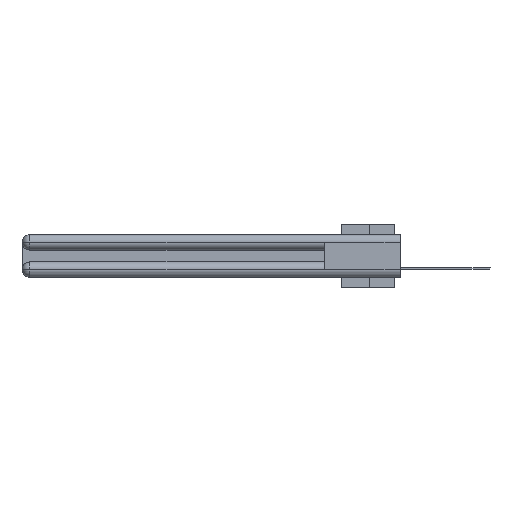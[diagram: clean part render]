
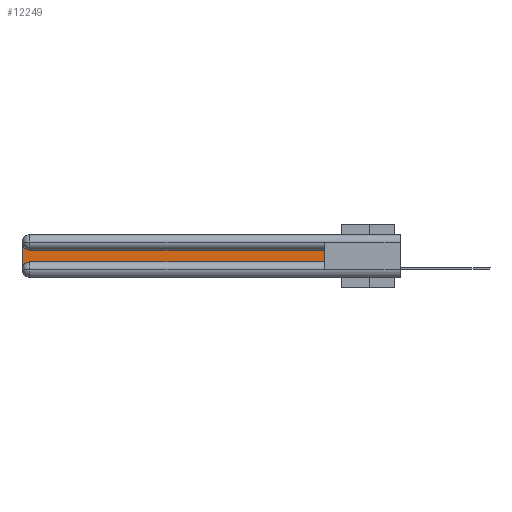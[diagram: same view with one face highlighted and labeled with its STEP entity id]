
A CAD part, left-side view. The second image highlights one B-rep face of the part: STEP entity #12249.
In plain terms, the highlighted planar face has unit normal (-1, 0, 0).
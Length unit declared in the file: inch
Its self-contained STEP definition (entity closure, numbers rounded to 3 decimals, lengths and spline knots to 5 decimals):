
#711 = DIRECTION ( 'NONE',  ( 0., -1., 0. ) ) ;
#1218 = VERTEX_POINT ( 'NONE', #1557 ) ;
#1468 = CARTESIAN_POINT ( 'NONE',  ( 0.075, 2.94, -0.1225 ) ) ;
#1557 = CARTESIAN_POINT ( 'NONE',  ( 0.075, 0.6, -0.2175 ) ) ;
#1726 = CARTESIAN_POINT ( 'NONE',  ( 0.075, 3., -0.2175 ) ) ;
#1880 = VERTEX_POINT ( 'NONE', #9232 ) ;
#2120 = VERTEX_POINT ( 'NONE', #22029 ) ;
#3172 = VECTOR ( 'NONE', #30389, 39.37008 ) ;
#5203 = EDGE_LOOP ( 'NONE', ( #14601, #6961, #25657, #34328, #22942, #9077 ) ) ;
#6128 = CARTESIAN_POINT ( 'NONE',  ( 0.075, 0.6, -0.2175 ) ) ;
#6480 = LINE ( 'NONE', #6128, #28327 ) ;
#6786 = DIRECTION ( 'NONE',  ( 0., 0., -1. ) ) ;
#6961 = ORIENTED_EDGE ( 'NONE', *, *, #18438, .T. ) ;
#7730 = LINE ( 'NONE', #10269, #12979 ) ;
#8355 = CARTESIAN_POINT ( 'NONE',  ( 0.075, 0.6, -0.1225 ) ) ;
#8657 = DIRECTION ( 'NONE',  ( 0., 0., -1. ) ) ;
#8827 = FACE_OUTER_BOUND ( 'NONE', #5203, .T. ) ;
#8947 = AXIS2_PLACEMENT_3D ( 'NONE', #27397, #18562, #29926 ) ;
#9077 = ORIENTED_EDGE ( 'NONE', *, *, #31691, .T. ) ;
#9148 = CARTESIAN_POINT ( 'NONE',  ( 0.075, 3., -0.2775 ) ) ;
#9232 = CARTESIAN_POINT ( 'NONE',  ( 0.075, 2.94, -0.2175 ) ) ;
#9350 = DIRECTION ( 'NONE',  ( 0., 0., -1. ) ) ;
#10269 = CARTESIAN_POINT ( 'NONE',  ( 0.075, 0.6, -0.2175 ) ) ;
#11157 = EDGE_CURVE ( 'NONE', #14922, #1880, #27975, .T. ) ;
#11516 = CARTESIAN_POINT ( 'NONE',  ( 0.075, 2.94, -0.0625 ) ) ;
#11706 = CARTESIAN_POINT ( 'NONE',  ( 0.075, 3., -0.1225 ) ) ;
#12249 = ADVANCED_FACE ( 'NONE', ( #8827 ), #33380, .F. ) ;
#12537 = LINE ( 'NONE', #1726, #17575 ) ;
#12792 = EDGE_CURVE ( 'NONE', #25972, #14922, #12537, .T. ) ;
#12979 = VECTOR ( 'NONE', #35524, 39.37008 ) ;
#13515 = CIRCLE ( 'NONE', #33675, 0.06 ) ;
#14601 = ORIENTED_EDGE ( 'NONE', *, *, #31033, .T. ) ;
#14922 = VERTEX_POINT ( 'NONE', #9148 ) ;
#15372 = VERTEX_POINT ( 'NONE', #1468 ) ;
#17365 = LINE ( 'NONE', #8355, #3172 ) ;
#17575 = VECTOR ( 'NONE', #6786, 39.37008 ) ;
#18438 = EDGE_CURVE ( 'NONE', #15372, #25972, #13515, .T. ) ;
#18562 = DIRECTION ( 'NONE',  ( 1., 0., 0. ) ) ;
#22029 = CARTESIAN_POINT ( 'NONE',  ( 0.075, 0.6, -0.1225 ) ) ;
#22942 = ORIENTED_EDGE ( 'NONE', *, *, #26090, .T. ) ;
#25657 = ORIENTED_EDGE ( 'NONE', *, *, #12792, .T. ) ;
#25972 = VERTEX_POINT ( 'NONE', #27444 ) ;
#26090 = EDGE_CURVE ( 'NONE', #1880, #1218, #6480, .T. ) ;
#26792 = AXIS2_PLACEMENT_3D ( 'NONE', #11706, #27969, #8657 ) ;
#27397 = CARTESIAN_POINT ( 'NONE',  ( 0.075, 2.94, -0.2775 ) ) ;
#27444 = CARTESIAN_POINT ( 'NONE',  ( 0.075, 3., -0.0625 ) ) ;
#27969 = DIRECTION ( 'NONE',  ( 1., 0., 0. ) ) ;
#27975 = CIRCLE ( 'NONE', #8947, 0.06 ) ;
#28327 = VECTOR ( 'NONE', #711, 39.37008 ) ;
#29926 = DIRECTION ( 'NONE',  ( 0., 0., -1. ) ) ;
#30389 = DIRECTION ( 'NONE',  ( 0., 1., 0. ) ) ;
#30841 = DIRECTION ( 'NONE',  ( 1., 0., 0. ) ) ;
#31033 = EDGE_CURVE ( 'NONE', #2120, #15372, #17365, .T. ) ;
#31691 = EDGE_CURVE ( 'NONE', #1218, #2120, #7730, .T. ) ;
#33380 = PLANE ( 'NONE',  #26792 ) ;
#33675 = AXIS2_PLACEMENT_3D ( 'NONE', #11516, #30841, #9350 ) ;
#34328 = ORIENTED_EDGE ( 'NONE', *, *, #11157, .T. ) ;
#35524 = DIRECTION ( 'NONE',  ( 0., 0., 1. ) ) ;
